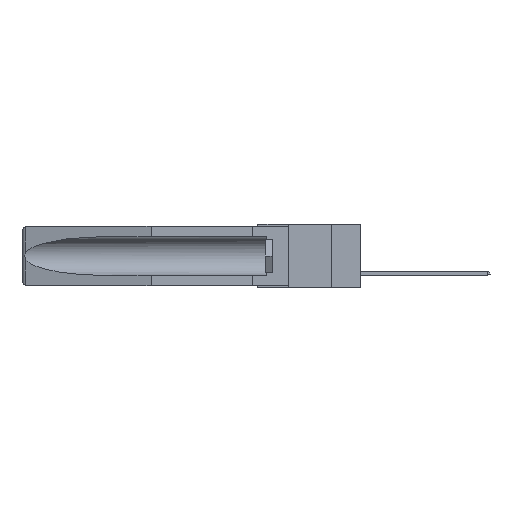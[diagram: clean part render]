
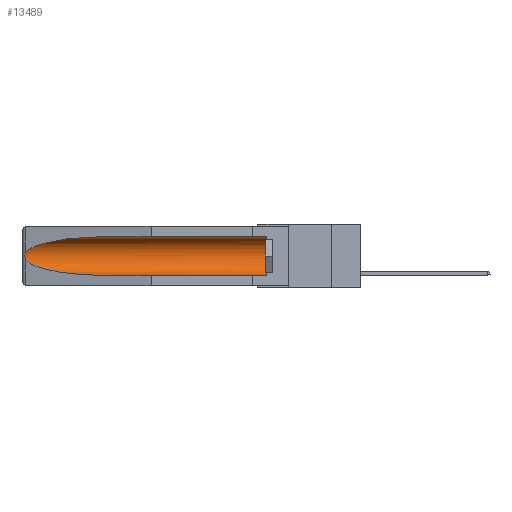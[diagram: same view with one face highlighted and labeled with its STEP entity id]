
A CAD part, left-side view. The second image highlights one B-rep face of the part: STEP entity #13489.
In plain terms, the highlighted cylindrical face has radius 2.857 mm (diameter 5.715 mm), a partial arc.
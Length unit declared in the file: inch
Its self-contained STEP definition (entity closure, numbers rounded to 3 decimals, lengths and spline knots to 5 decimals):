
#559 = VERTEX_POINT ( 'NONE', #1940 ) ;
#915 = VECTOR ( 'NONE', #1521, 39.37008 ) ;
#943 = VERTEX_POINT ( 'NONE', #9560 ) ;
#1521 = DIRECTION ( 'NONE',  ( 0., 1., 0. ) ) ;
#1601 = CARTESIAN_POINT ( 'NONE',  ( 0.2675, 1.53308, -0.17534 ) ) ;
#1940 = CARTESIAN_POINT ( 'NONE',  ( 0.155, 0.126, -0.284 ) ) ;
#2122 = VERTEX_POINT ( 'NONE', #2124 ) ;
#2124 = CARTESIAN_POINT ( 'NONE',  ( 0.155, 1.07973, -0.284 ) ) ;
#2428 = DIRECTION ( 'NONE',  ( 0., 1., 0. ) ) ;
#2535 = DIRECTION ( 'NONE',  ( 0., 0., 1. ) ) ;
#2796 = ORIENTED_EDGE ( 'NONE', *, *, #10542, .T. ) ;
#3873 = CARTESIAN_POINT ( 'NONE',  ( 0.26597, 1.52961, -0.15275 ) ) ;
#4307 = CARTESIAN_POINT ( 'NONE',  ( 0.2673, 1.53269, -0.17917 ) ) ;
#4580 = CARTESIAN_POINT ( 'NONE',  ( 0.25451, 1.48313, -0.09465 ) ) ;
#4966 = VERTEX_POINT ( 'NONE', #14027 ) ;
#5293 = ORIENTED_EDGE ( 'NONE', *, *, #28459, .T. ) ;
#5322 = VERTEX_POINT ( 'NONE', #16078 ) ;
#5676 =( BOUNDED_CURVE ( )  B_SPLINE_CURVE ( 3, ( #22692, #22484, #10107, #15296 ),
 .UNSPECIFIED., .F., .F. ) 
 B_SPLINE_CURVE_WITH_KNOTS ( ( 4, 4 ),
 ( 0.1948, 1.5708 ),
 .UNSPECIFIED. ) 
 CURVE ( )  GEOMETRIC_REPRESENTATION_ITEM ( )  RATIONAL_B_SPLINE_CURVE ( ( 1., 0.848, 0.848, 1. ) ) 
 REPRESENTATION_ITEM ( '' )  );
#6193 = DIRECTION ( 'NONE',  ( 0., 0., 1. ) ) ;
#6679 = CARTESIAN_POINT ( 'NONE',  ( 0.26537, 1.52718, -0.14972 ) ) ;
#7768 = CARTESIAN_POINT ( 'NONE',  ( 0.26537, 1.52718, -0.19328 ) ) ;
#9040 = B_SPLINE_CURVE_WITH_KNOTS ( 'NONE', 3,
 ( #6679, #3873, #16199, #16620, #13694, #1601, #4307, #31025, #26168, #13911 ),
 .UNSPECIFIED., .F., .F.,
 ( 4, 2, 2, 2, 4 ),
 ( 0., 0.00029, 0.00058, 0.00087, 0.00117 ),
 .UNSPECIFIED. ) ;
#9511 = EDGE_CURVE ( 'NONE', #29286, #2122, #5676, .T. ) ;
#9560 = CARTESIAN_POINT ( 'NONE',  ( 0.155, 0.126, -0.059 ) ) ;
#10016 = EDGE_CURVE ( 'NONE', #943, #5322, #24059, .T. ) ;
#10107 = CARTESIAN_POINT ( 'NONE',  ( 0.21114, 1.30732, -0.284 ) ) ;
#10542 = EDGE_CURVE ( 'NONE', #4966, #29286, #9040, .T. ) ;
#11577 = CARTESIAN_POINT ( 'NONE',  ( 0.26537, 1.52718, -0.14972 ) ) ;
#11978 =( BOUNDED_CURVE ( )  B_SPLINE_CURVE ( 3, ( #26734, #19368, #4580, #11577 ),
 .UNSPECIFIED., .F., .T. ) 
 B_SPLINE_CURVE_WITH_KNOTS ( ( 4, 4 ),
 ( 4.71239, 6.08839 ),
 .UNSPECIFIED. ) 
 CURVE ( )  GEOMETRIC_REPRESENTATION_ITEM ( )  RATIONAL_B_SPLINE_CURVE ( ( 1., 0.848, 0.848, 1. ) ) 
 REPRESENTATION_ITEM ( '' )  );
#13022 = EDGE_CURVE ( 'NONE', #559, #2122, #20249, .T. ) ;
#13489 = ADVANCED_FACE ( 'NONE', ( #26697 ), #30173, .F. ) ;
#13694 = CARTESIAN_POINT ( 'NONE',  ( 0.2675, 1.53308, -0.16763 ) ) ;
#13911 = CARTESIAN_POINT ( 'NONE',  ( 0.26537, 1.52718, -0.19328 ) ) ;
#14027 = CARTESIAN_POINT ( 'NONE',  ( 0.26537, 1.52718, -0.14972 ) ) ;
#15024 = CARTESIAN_POINT ( 'NONE',  ( 0.155, -0.30754, -0.059 ) ) ;
#15296 = CARTESIAN_POINT ( 'NONE',  ( 0.155, 1.07973, -0.284 ) ) ;
#16078 = CARTESIAN_POINT ( 'NONE',  ( 0.155, 1.07973, -0.059 ) ) ;
#16199 = CARTESIAN_POINT ( 'NONE',  ( 0.26654, 1.53092, -0.15636 ) ) ;
#16620 = CARTESIAN_POINT ( 'NONE',  ( 0.2673, 1.5327, -0.16383 ) ) ;
#19368 = CARTESIAN_POINT ( 'NONE',  ( 0.21114, 1.30732, -0.059 ) ) ;
#19570 = ORIENTED_EDGE ( 'NONE', *, *, #9511, .T. ) ;
#20249 = LINE ( 'NONE', #21047, #915 ) ;
#21047 = CARTESIAN_POINT ( 'NONE',  ( 0.155, -0.30754, -0.284 ) ) ;
#21062 = EDGE_CURVE ( 'NONE', #559, #943, #23401, .T. ) ;
#21063 = CARTESIAN_POINT ( 'NONE',  ( 0.155, 0.126, -0.1715 ) ) ;
#21441 = AXIS2_PLACEMENT_3D ( 'NONE', #24714, #2428, #2535 ) ;
#21782 = VECTOR ( 'NONE', #22312, 39.37008 ) ;
#22312 = DIRECTION ( 'NONE',  ( 0., 1., 0. ) ) ;
#22484 = CARTESIAN_POINT ( 'NONE',  ( 0.25451, 1.48313, -0.24835 ) ) ;
#22692 = CARTESIAN_POINT ( 'NONE',  ( 0.26537, 1.52718, -0.19328 ) ) ;
#23401 = CIRCLE ( 'NONE', #27724, 0.1125 ) ;
#23614 = ORIENTED_EDGE ( 'NONE', *, *, #13022, .F. ) ;
#24059 = LINE ( 'NONE', #15024, #21782 ) ;
#24697 = EDGE_LOOP ( 'NONE', ( #5293, #2796, #19570, #23614, #25306, #31067 ) ) ;
#24714 = CARTESIAN_POINT ( 'NONE',  ( 0.155, -0.30754, -0.1715 ) ) ;
#25306 = ORIENTED_EDGE ( 'NONE', *, *, #21062, .T. ) ;
#26168 = CARTESIAN_POINT ( 'NONE',  ( 0.26597, 1.5296, -0.19026 ) ) ;
#26697 = FACE_OUTER_BOUND ( 'NONE', #24697, .T. ) ;
#26734 = CARTESIAN_POINT ( 'NONE',  ( 0.155, 1.07973, -0.059 ) ) ;
#27724 = AXIS2_PLACEMENT_3D ( 'NONE', #21063, #30754, #6193 ) ;
#28459 = EDGE_CURVE ( 'NONE', #5322, #4966, #11978, .T. ) ;
#29286 = VERTEX_POINT ( 'NONE', #7768 ) ;
#30173 = CYLINDRICAL_SURFACE ( 'NONE', #21441, 0.1125 ) ;
#30754 = DIRECTION ( 'NONE',  ( 0., -1., 0. ) ) ;
#31025 = CARTESIAN_POINT ( 'NONE',  ( 0.26655, 1.53094, -0.18657 ) ) ;
#31067 = ORIENTED_EDGE ( 'NONE', *, *, #10016, .T. ) ;
